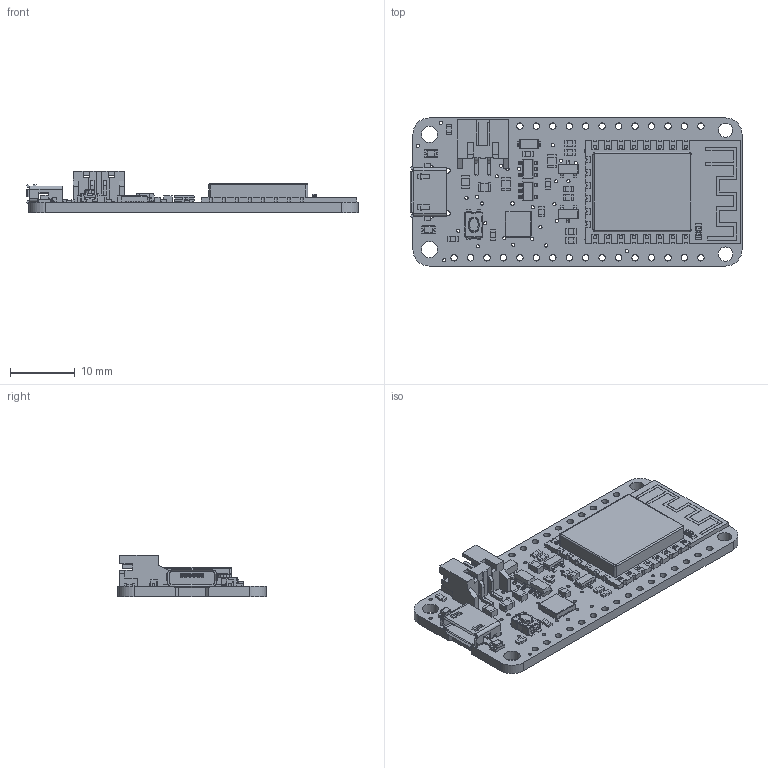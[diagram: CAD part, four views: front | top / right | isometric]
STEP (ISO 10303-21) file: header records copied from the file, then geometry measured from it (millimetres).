
FILE_DESCRIPTION(/* description */ (''),/* implementation_level */ '2;1');
FILE_NAME(/* name */ 'Adafruit ESP8266 Feather.step',/* time_stamp */ '2019-01-07T23:56:11-05:00',/* author */ ('Adafruit'),/* organization */ (''),/* preprocessor_version */ 'ST-DEVELOPER v17.2',/* originating_system */ 'Autodesk Translation Framework v7.6.0.251',/* authorisation */ '');
FILE_SCHEMA (('AUTOMOTIVE_DESIGN { 1 0 10303 214 3 1 1 }'));
Products named in the file (15): Adafruit ESP8266 Feather; PCB Component; Board; 10uF; 10K; MCP73831T-2ACI/OT; MBR120; JSTPH; RED; ESP-12; KMR2; CP2104; 20329; 1K; mmbt2222
Assembly tree (30 placements, depth 3):
  Adafruit ESP8266 Feather
    PCB Component
      Board
      10uF  x4
      10K  x10
      MCP73831T-2ACI/OT  x2
      MBR120
      JSTPH
      RED  x2
      ESP-12
      KMR2
      CP2104
      20329
      1K  x2
      mmbt2222  x2
Bounding box: 51.26 x 22.86 x 6.37 mm (x, y, z)
Volume: 2627.3 mm3; surface area: 4832 mm2
Topology: 45 solids, 45 shells, 2221 faces, 6156 edges, 4000 vertices
Faces by surface type: plane 1633, cylinder 367, bspline 201, sphere 8, torus 6, cone 6
Full cylindrical faces by diameter (mm): 0.3 x1, 0.5 x58, 0.7 x2, 0.8 x2, 1 x28, 2.2 x2, 2.5 x2
Entity records: 64562 total; most frequent: CARTESIAN_POINT 14957, ORIENTED_EDGE 10398, DIRECTION 9079, EDGE_CURVE 5199, LINE 4151, VECTOR 4151, VERTEX_POINT 3384, AXIS2_PLACEMENT_3D 2464
